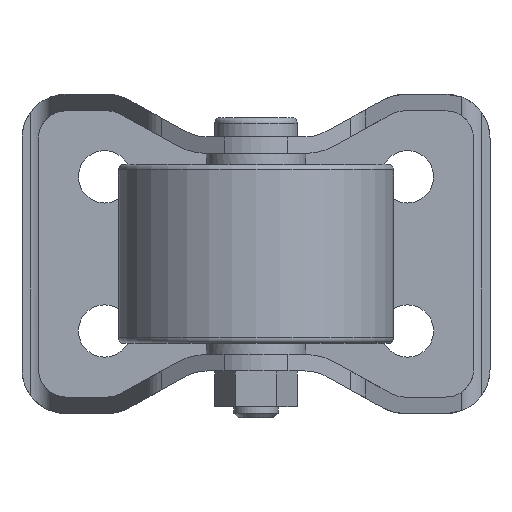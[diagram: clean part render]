
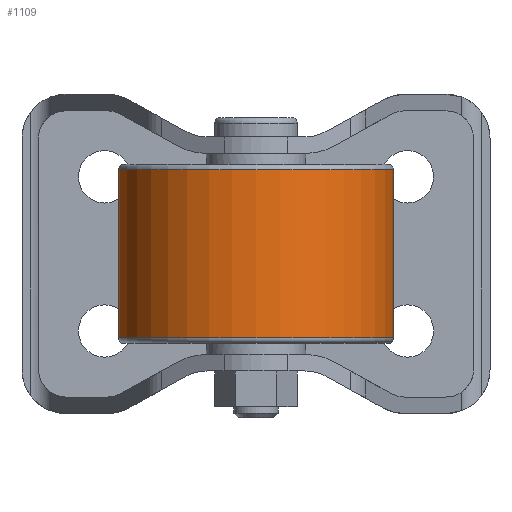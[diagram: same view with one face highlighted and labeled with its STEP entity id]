
A CAD part, front view. The second image highlights one B-rep face of the part: STEP entity #1109.
In plain terms, the highlighted cylindrical face has radius 25 mm (diameter 50 mm), a partial arc.
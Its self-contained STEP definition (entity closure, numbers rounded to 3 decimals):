
#157 = AXIS2_PLACEMENT_3D ( 'NONE', #3506, #3507, #3508 ) ;
#165 = FACE_OUTER_BOUND ( 'NONE', #514, .T. ) ;
#168 = VECTOR ( 'NONE', #3557, 1000. ) ;
#184 = VECTOR ( 'NONE', #3545, 1000. ) ;
#188 = CYLINDRICAL_SURFACE ( 'NONE', #157, 25. ) ;
#514 = EDGE_LOOP ( 'NONE', ( #582, #583, #584, #581 ) ) ;
#581 = ORIENTED_EDGE ( 'NONE', *, *, #3949, .F. ) ;
#582 = ORIENTED_EDGE ( 'NONE', *, *, #1124, .F. ) ;
#583 = ORIENTED_EDGE ( 'NONE', *, *, #4011, .T. ) ;
#584 = ORIENTED_EDGE ( 'NONE', *, *, #1120, .T. ) ;
#1011 = AXIS2_PLACEMENT_3D ( 'NONE', #1671, #1672, #1673 ) ;
#1109 = ADVANCED_FACE ( 'NONE', ( #165 ), #188, .T. ) ;
#1120 = EDGE_CURVE ( 'NONE', #2033, #2134, #3543, .T. ) ;
#1124 = EDGE_CURVE ( 'NONE', #2031, #2115, #3555, .T. ) ;
#1464 = CARTESIAN_POINT ( 'NONE',  ( -25., -53., -15.25 ) ) ;
#1466 = CARTESIAN_POINT ( 'NONE',  ( 25., -53., -15.25 ) ) ;
#1548 = CARTESIAN_POINT ( 'NONE',  ( -25., -53., 15.25 ) ) ;
#1567 = CARTESIAN_POINT ( 'NONE',  ( 25., -53., 15.25 ) ) ;
#1671 = CARTESIAN_POINT ( 'NONE',  ( 0., -53., 15.25 ) ) ;
#1672 = DIRECTION ( 'NONE',  ( 0., 0., 1. ) ) ;
#1673 = DIRECTION ( 'NONE',  ( 1., 0., 0. ) ) ;
#2031 = VERTEX_POINT ( 'NONE', #1464 ) ;
#2033 = VERTEX_POINT ( 'NONE', #1466 ) ;
#2115 = VERTEX_POINT ( 'NONE', #1548 ) ;
#2134 = VERTEX_POINT ( 'NONE', #1567 ) ;
#2648 = CARTESIAN_POINT ( 'NONE',  ( 0., -53., -15.25 ) ) ;
#2652 = DIRECTION ( 'NONE',  ( 0., 0., 1. ) ) ;
#2653 = DIRECTION ( 'NONE',  ( 1., 0., 0. ) ) ;
#3212 = CIRCLE ( 'NONE', #4150, 25. ) ;
#3506 = CARTESIAN_POINT ( 'NONE',  ( 0., -53., 28.279 ) ) ;
#3507 = DIRECTION ( 'NONE',  ( 0., 0., 1. ) ) ;
#3508 = DIRECTION ( 'NONE',  ( 1., 0., 0. ) ) ;
#3543 = LINE ( 'NONE', #3544, #184 ) ;
#3544 = CARTESIAN_POINT ( 'NONE',  ( 25., -53., 28.279 ) ) ;
#3545 = DIRECTION ( 'NONE',  ( 0., 0., 1. ) ) ;
#3555 = LINE ( 'NONE', #3556, #168 ) ;
#3556 = CARTESIAN_POINT ( 'NONE',  ( -25., -53., 28.279 ) ) ;
#3557 = DIRECTION ( 'NONE',  ( 0., 0., 1. ) ) ;
#3949 = EDGE_CURVE ( 'NONE', #2115, #2134, #4082, .T. ) ;
#4011 = EDGE_CURVE ( 'NONE', #2031, #2033, #3212, .T. ) ;
#4082 = CIRCLE ( 'NONE', #1011, 25. ) ;
#4150 = AXIS2_PLACEMENT_3D ( 'NONE', #2648, #2652, #2653 ) ;
